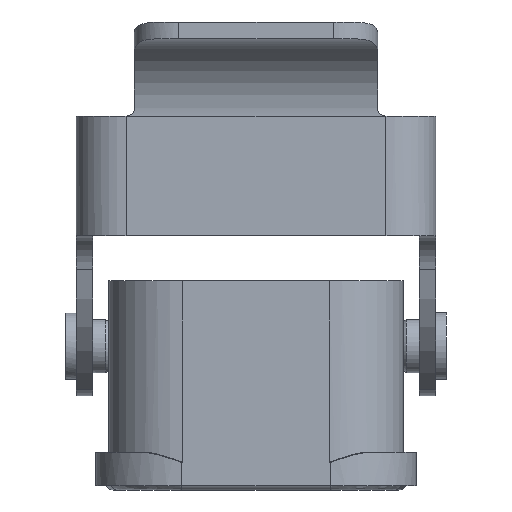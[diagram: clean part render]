
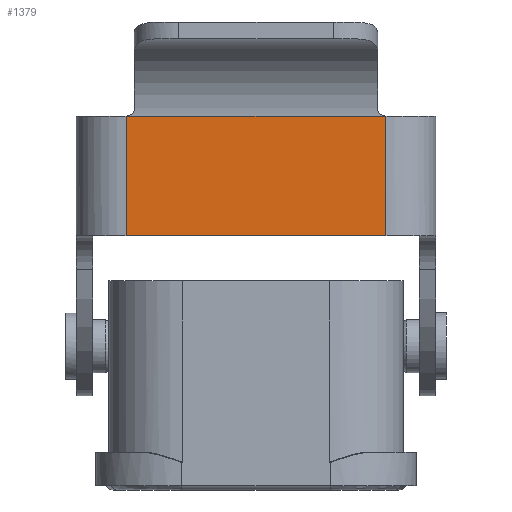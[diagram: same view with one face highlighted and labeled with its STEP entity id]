
A CAD part, left-side view. The second image highlights one B-rep face of the part: STEP entity #1379.
In plain terms, the highlighted planar face has unit normal (-1, 0, 0).
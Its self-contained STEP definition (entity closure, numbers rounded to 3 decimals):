
#1119=FACE_OUTER_BOUND('',#1973,.T.);
#1379=ADVANCED_FACE('',(#1119),#1546,.T.);
#1546=PLANE('',#7227);
#1973=EDGE_LOOP('',(#3233,#3234,#3235,#3236,#3237,#3238));
#3233=ORIENTED_EDGE('',*,*,#4388,.T.);
#3234=ORIENTED_EDGE('',*,*,#4350,.T.);
#3235=ORIENTED_EDGE('',*,*,#4356,.F.);
#3236=ORIENTED_EDGE('',*,*,#4389,.T.);
#3237=ORIENTED_EDGE('',*,*,#4390,.F.);
#3238=ORIENTED_EDGE('',*,*,#4380,.T.);
#3718=VERTEX_POINT('',#10737);
#3719=VERTEX_POINT('',#10744);
#3723=VERTEX_POINT('',#10776);
#3739=VERTEX_POINT('',#10866);
#3740=VERTEX_POINT('',#10873);
#3743=VERTEX_POINT('',#10901);
#4350=EDGE_CURVE('',#3718,#3719,#5699,.T.);
#4356=EDGE_CURVE('',#3723,#3719,#4454,.T.);
#4380=EDGE_CURVE('',#3739,#3740,#5711,.T.);
#4388=EDGE_CURVE('',#3740,#3718,#5717,.T.);
#4389=EDGE_CURVE('',#3723,#3743,#5718,.T.);
#4390=EDGE_CURVE('',#3739,#3743,#5719,.T.);
#4454=B_SPLINE_CURVE_WITH_KNOTS('',3,(#10777,#10778,#10779,#10780),
 .UNSPECIFIED.,.F.,.F.,(4,4),(0.,1.),.UNSPECIFIED.);
#5699=LINE('',#10745,#6288);
#5711=LINE('',#10874,#6300);
#5717=LINE('',#10898,#6306);
#5718=LINE('',#10900,#6307);
#5719=LINE('',#10902,#6308);
#6288=VECTOR('',#8605,1.);
#6300=VECTOR('',#8645,1.);
#6306=VECTOR('',#8663,1.);
#6307=VECTOR('',#8666,1.);
#6308=VECTOR('',#8667,1.);
#7227=AXIS2_PLACEMENT_3D('',#10903,#8668,#8669);
#8605=DIRECTION('',(0.,0.,-1.));
#8645=DIRECTION('',(0.,1.,0.));
#8663=DIRECTION('',(0.,1.,0.));
#8666=DIRECTION('',(0.,0.,1.));
#8667=DIRECTION('',(0.,-1.,0.));
#8668=DIRECTION('',(-1.,0.,0.));
#8669=DIRECTION('',(0.,0.,-1.));
#10737=CARTESIAN_POINT('',(-26.,11.75,24.5));
#10744=CARTESIAN_POINT('',(-26.,11.75,13.695));
#10745=CARTESIAN_POINT('',(-26.,11.75,24.5));
#10776=CARTESIAN_POINT('',(-26.,-11.75,13.695));
#10777=CARTESIAN_POINT('',(-26.,-11.75,13.696));
#10778=CARTESIAN_POINT('',(-26.,-3.917,13.696));
#10779=CARTESIAN_POINT('',(-26.,3.917,13.696));
#10780=CARTESIAN_POINT('',(-26.,11.75,13.696));
#10866=CARTESIAN_POINT('',(-26.,-11.7,24.5));
#10873=CARTESIAN_POINT('',(-26.,11.7,24.5));
#10874=CARTESIAN_POINT('',(-26.,-11.694,24.5));
#10898=CARTESIAN_POINT('',(-26.,11.7,24.5));
#10900=CARTESIAN_POINT('',(-26.,-11.75,13.695));
#10901=CARTESIAN_POINT('',(-26.,-11.75,24.5));
#10902=CARTESIAN_POINT('',(-26.,-11.7,24.5));
#10903=CARTESIAN_POINT('',(-26.,11.75,25.581));
